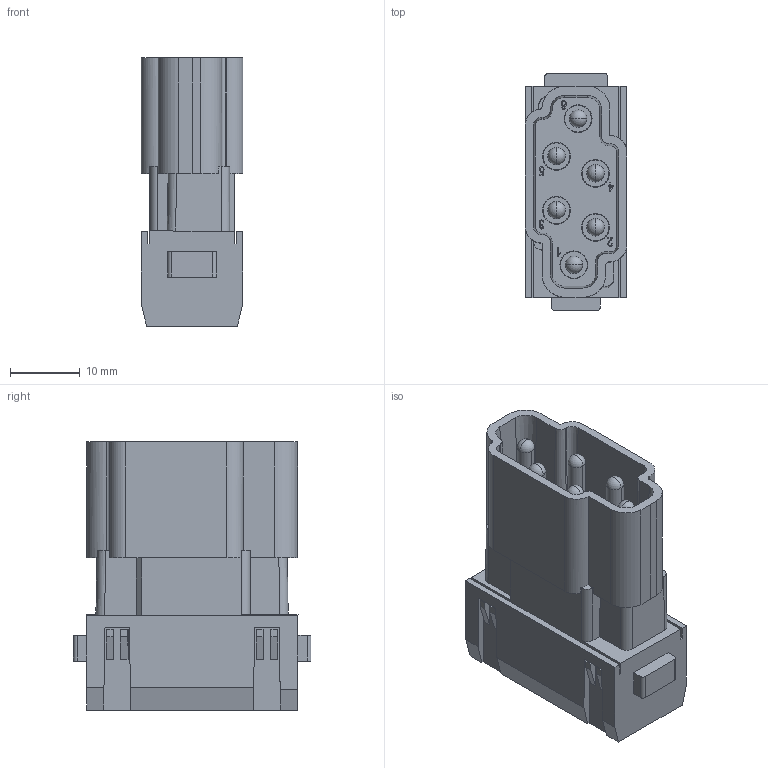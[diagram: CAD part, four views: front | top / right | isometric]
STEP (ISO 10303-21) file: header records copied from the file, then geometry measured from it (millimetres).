
FILE_DESCRIPTION(/* description */ ('Alibre Inc.'),/* implementation_level */ '2;1');
FILE_NAME(/* name */ 'export-CF9E2142-D4C7-48FF-9B0E-FFE820E735D0',/* time_stamp */ '2022-10-06T08:47:10+02:00',/* author */ (''),/* organization */ (''),/* preprocessor_version */ 'ST-DEVELOPER v17',/* originating_system */ 'Alibre',/* authorisation */ '');
FILE_SCHEMA (('AUTOMOTIVE_DESIGN'));
Length unit declared in the file: millimetre
Products named in the file (2): HC_M_06_PT_M-select
Bounding box: 14.6 x 34.16 x 38.55 mm (x, y, z)
Volume: 9670.4 mm3; surface area: 7503.8 mm2
Topology: 1 solids, 1 shells, 860 faces, 2467 edges, 1634 vertices
Faces by surface type: plane 743, cone 66, cylinder 39, sphere 12
Entity records: 26679 total; most frequent: CARTESIAN_POINT 5448, ORIENTED_EDGE 4910, DIRECTION 3304, EDGE_CURVE 2455, VECTOR 2087, LINE 2087, VERTEX_POINT 1634, AXIS2_PLACEMENT_3D 972
